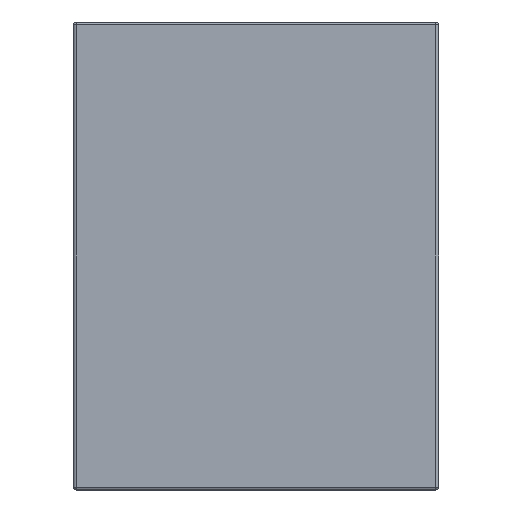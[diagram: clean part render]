
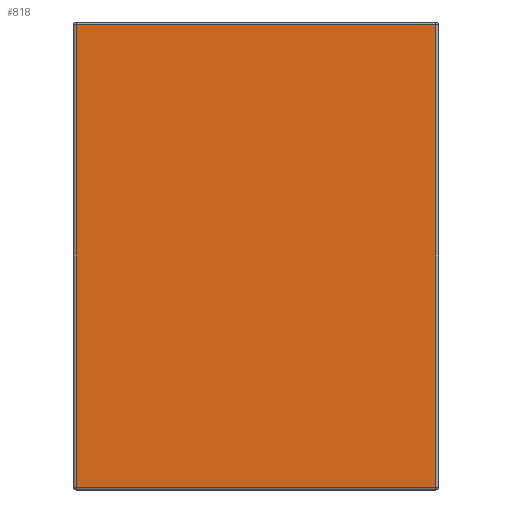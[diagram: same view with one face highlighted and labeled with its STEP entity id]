
A CAD part, left-side view. The second image highlights one B-rep face of the part: STEP entity #818.
In plain terms, the highlighted planar face has unit normal (-1, 0, 0).
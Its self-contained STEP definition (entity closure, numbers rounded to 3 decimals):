
#47 = VECTOR ( 'NONE', #1679, 1000. ) ;
#51 = LINE ( 'NONE', #1197, #139 ) ;
#93 = ORIENTED_EDGE ( 'NONE', *, *, #1658, .F. ) ;
#139 = VECTOR ( 'NONE', #352, 1000. ) ;
#140 = EDGE_LOOP ( 'NONE', ( #1280, #93, #1127, #601 ) ) ;
#189 = AXIS2_PLACEMENT_3D ( 'NONE', #574, #196, #581 ) ;
#196 = DIRECTION ( 'NONE',  ( 1., 0., 0. ) ) ;
#231 = DIRECTION ( 'NONE',  ( 0., 0., -1. ) ) ;
#263 = EDGE_CURVE ( 'NONE', #421, #481, #892, .T. ) ;
#270 = CARTESIAN_POINT ( 'NONE',  ( 0., 0.01, -0.01 ) ) ;
#352 = DIRECTION ( 'NONE',  ( 0., 0., 1. ) ) ;
#421 = VERTEX_POINT ( 'NONE', #605 ) ;
#477 = VERTEX_POINT ( 'NONE', #1111 ) ;
#481 = VERTEX_POINT ( 'NONE', #949 ) ;
#574 = CARTESIAN_POINT ( 'NONE',  ( 0., 1.25, 0. ) ) ;
#581 = DIRECTION ( 'NONE',  ( 0., 0., -1. ) ) ;
#601 = ORIENTED_EDGE ( 'NONE', *, *, #1292, .F. ) ;
#605 = CARTESIAN_POINT ( 'NONE',  ( 0., 0.01, -1.59 ) ) ;
#797 = FACE_OUTER_BOUND ( 'NONE', #140, .T. ) ;
#818 = ADVANCED_FACE ( 'NONE', ( #797 ), #1140, .F. ) ;
#892 = LINE ( 'NONE', #1772, #47 ) ;
#908 = CARTESIAN_POINT ( 'NONE',  ( 0., 0.01, 0. ) ) ;
#949 = CARTESIAN_POINT ( 'NONE',  ( 0., 1.24, -1.59 ) ) ;
#1088 = VERTEX_POINT ( 'NONE', #270 ) ;
#1111 = CARTESIAN_POINT ( 'NONE',  ( 0., 1.24, -0.01 ) ) ;
#1127 = ORIENTED_EDGE ( 'NONE', *, *, #1593, .F. ) ;
#1140 = PLANE ( 'NONE',  #189 ) ;
#1197 = CARTESIAN_POINT ( 'NONE',  ( 0., 1.24, -1.6 ) ) ;
#1280 = ORIENTED_EDGE ( 'NONE', *, *, #263, .F. ) ;
#1292 = EDGE_CURVE ( 'NONE', #481, #477, #51, .T. ) ;
#1394 = LINE ( 'NONE', #1898, #1471 ) ;
#1471 = VECTOR ( 'NONE', #1721, 1000. ) ;
#1473 = VECTOR ( 'NONE', #231, 1000. ) ;
#1534 = LINE ( 'NONE', #908, #1473 ) ;
#1593 = EDGE_CURVE ( 'NONE', #477, #1088, #1394, .T. ) ;
#1658 = EDGE_CURVE ( 'NONE', #1088, #421, #1534, .T. ) ;
#1679 = DIRECTION ( 'NONE',  ( 0., 1., 0. ) ) ;
#1721 = DIRECTION ( 'NONE',  ( 0., -1., 0. ) ) ;
#1772 = CARTESIAN_POINT ( 'NONE',  ( 0., 1.25, -1.59 ) ) ;
#1898 = CARTESIAN_POINT ( 'NONE',  ( 0., 1.25, -0.01 ) ) ;
